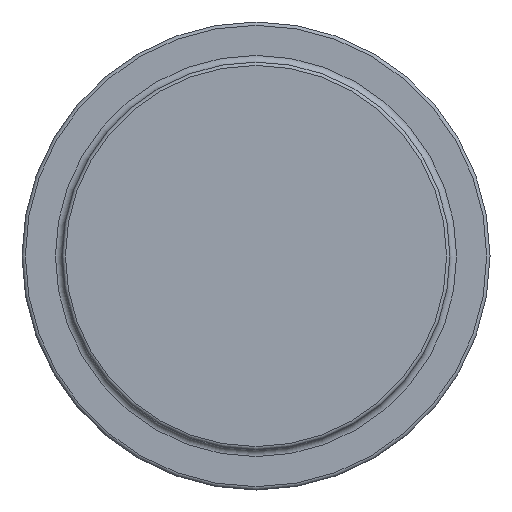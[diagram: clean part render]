
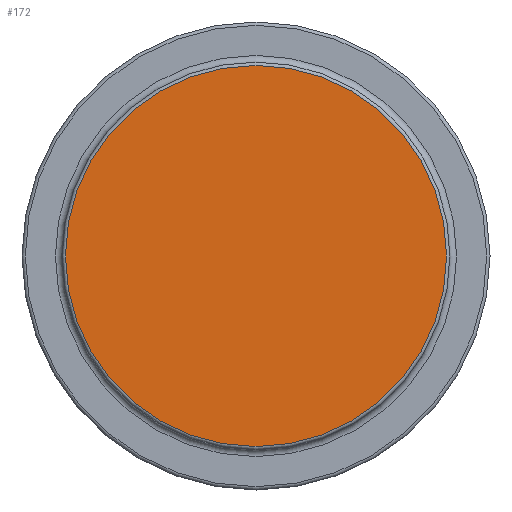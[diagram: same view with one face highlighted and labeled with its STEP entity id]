
A CAD part, front view. The second image highlights one B-rep face of the part: STEP entity #172.
In plain terms, the highlighted planar face has unit normal (0, -1, 0).
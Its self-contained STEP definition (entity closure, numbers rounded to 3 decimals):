
#156=CARTESIAN_POINT('',(25.4,-3.,0.));
#157=DIRECTION('',(0.,-1.,0.));
#158=DIRECTION('',(1.,0.,0.));
#159=AXIS2_PLACEMENT_3D('',#156,#157,#158);
#160=PLANE('',#159);
#161=CARTESIAN_POINT('',(25.4,-3.,-2.85));
#162=VERTEX_POINT('',#161);
#163=CARTESIAN_POINT('',(25.4,-3.,0.));
#164=DIRECTION('',(0.,-1.,0.));
#165=DIRECTION('',(0.,0.,-1.));
#166=AXIS2_PLACEMENT_3D('',#163,#164,#165);
#167=CIRCLE('',#166,2.85);
#168=EDGE_CURVE('',#162,#162,#167,.T.);
#169=ORIENTED_EDGE('',*,*,#168,.T.);
#170=EDGE_LOOP('',(#169));
#171=FACE_BOUND('',#170,.T.);
#172=ADVANCED_FACE('',(#171),#160,.T.);
